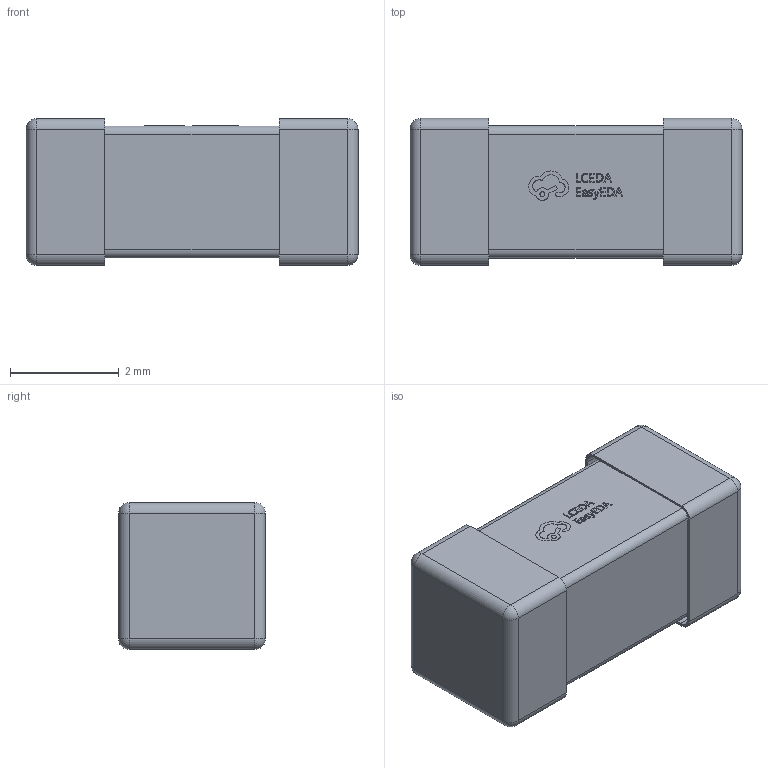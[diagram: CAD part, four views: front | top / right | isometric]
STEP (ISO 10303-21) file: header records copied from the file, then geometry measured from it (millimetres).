
FILE_DESCRIPTION (( 'STEP AP214' ), '1' );
FILE_NAME ('FUSE-SMD_L6.1-W2.7-H2.7.step', '2022-06-28T10:42:03', ( '' ), ( '' ), 'SwSTEP 2.0', 'SolidWorks 2020', '' );
FILE_SCHEMA (( 'AUTOMOTIVE_DESIGN' ));
Length unit declared in the file: millimetre
Products named in the file (1): FUSE-SMD_L6.1-W2.7-H2.7
Bounding box: 6.1 x 2.7 x 2.7 mm (x, y, z)
Volume: 37.3 mm3; surface area: 123.1 mm2
Topology: 1 solids, 1 shells, 345 faces, 923 edges, 602 vertices
Faces by surface type: plane 197, bspline 112, cylinder 28, sphere 8
Entity records: 15634 total; most frequent: CARTESIAN_POINT 3967, ORIENTED_EDGE 1830, DIRECTION 1211, EDGE_CURVE 915, VECTOR 631, LINE 631, VERTEX_POINT 602, EDGE_LOOP 375
